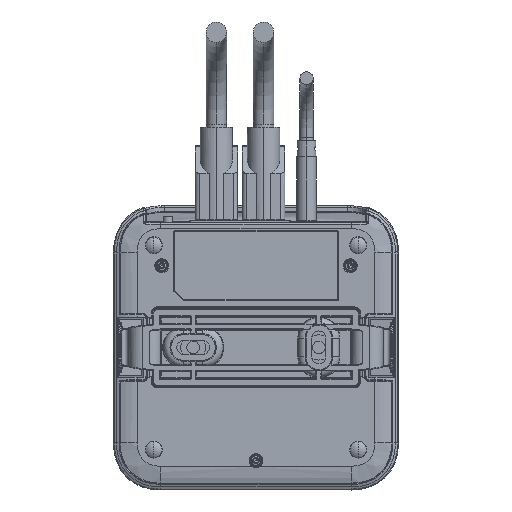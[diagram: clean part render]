
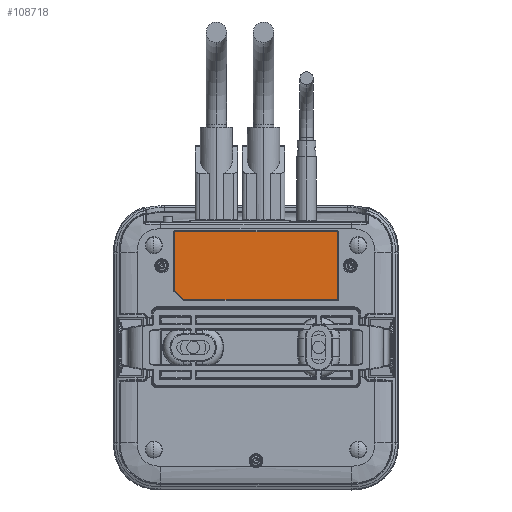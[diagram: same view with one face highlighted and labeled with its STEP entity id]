
A CAD part, front view. The second image highlights one B-rep face of the part: STEP entity #108718.
In plain terms, the highlighted planar face has unit normal (0, -1, 0).
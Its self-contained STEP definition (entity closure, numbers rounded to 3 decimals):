
#556 = VECTOR ( 'NONE', #105179, 1000. ) ;
#4572 = LINE ( 'NONE', #56265, #29146 ) ;
#5295 = VERTEX_POINT ( 'NONE', #126618 ) ;
#7111 = EDGE_CURVE ( 'NONE', #5295, #65153, #107026, .T. ) ;
#9962 = EDGE_CURVE ( 'NONE', #72184, #5295, #59676, .T. ) ;
#10070 = DIRECTION ( 'NONE',  ( -1., 0., 0. ) ) ;
#20864 = CARTESIAN_POINT ( 'NONE',  ( 25.849, -22.8, 36.849 ) ) ;
#21025 = DIRECTION ( 'NONE',  ( 0.707, 0., -0.707 ) ) ;
#21744 = CARTESIAN_POINT ( 'NONE',  ( -25.849, -22.8, 0. ) ) ;
#29146 = VECTOR ( 'NONE', #10070, 1000. ) ;
#31197 = CARTESIAN_POINT ( 'NONE',  ( 25.849, -22.8, 0. ) ) ;
#31949 = EDGE_CURVE ( 'NONE', #95630, #72184, #4572, .T. ) ;
#33119 = LINE ( 'NONE', #127837, #133273 ) ;
#33535 = VECTOR ( 'NONE', #94882, 1000. ) ;
#43223 = ORIENTED_EDGE ( 'NONE', *, *, #7111, .T. ) ;
#47002 = DIRECTION ( 'NONE',  ( 0., 0., -1. ) ) ;
#56265 = CARTESIAN_POINT ( 'NONE',  ( 0., -22.8, 36.849 ) ) ;
#59676 = LINE ( 'NONE', #21744, #556 ) ;
#63339 = CARTESIAN_POINT ( 'NONE',  ( 25.849, -22.8, 15.151 ) ) ;
#65148 = EDGE_CURVE ( 'NONE', #73442, #95630, #102422, .T. ) ;
#65153 = VERTEX_POINT ( 'NONE', #83912 ) ;
#72184 = VERTEX_POINT ( 'NONE', #80829 ) ;
#73442 = VERTEX_POINT ( 'NONE', #63339 ) ;
#75136 = DIRECTION ( 'NONE',  ( 1., 0., 0. ) ) ;
#80829 = CARTESIAN_POINT ( 'NONE',  ( -25.849, -22.8, 36.849 ) ) ;
#83866 = CARTESIAN_POINT ( 'NONE',  ( -3.893, -22.8, -3.893 ) ) ;
#83912 = CARTESIAN_POINT ( 'NONE',  ( -22.937, -22.8, 15.151 ) ) ;
#87541 = EDGE_CURVE ( 'NONE', #65153, #73442, #33119, .T. ) ;
#94882 = DIRECTION ( 'NONE',  ( 0., 0., 1. ) ) ;
#95630 = VERTEX_POINT ( 'NONE', #20864 ) ;
#99648 = CARTESIAN_POINT ( 'NONE',  ( 0., -22.8, 0. ) ) ;
#100733 = AXIS2_PLACEMENT_3D ( 'NONE', #99648, #131351, #47002 ) ;
#102422 = LINE ( 'NONE', #31197, #33535 ) ;
#105179 = DIRECTION ( 'NONE',  ( 0., 0., -1. ) ) ;
#105741 = ORIENTED_EDGE ( 'NONE', *, *, #9962, .T. ) ;
#107026 = LINE ( 'NONE', #83866, #118526 ) ;
#108718 = ADVANCED_FACE ( 'NONE', ( #112616 ), #129973, .T. ) ;
#111316 = ORIENTED_EDGE ( 'NONE', *, *, #31949, .T. ) ;
#112616 = FACE_OUTER_BOUND ( 'NONE', #126021, .T. ) ;
#113453 = ORIENTED_EDGE ( 'NONE', *, *, #65148, .T. ) ;
#118526 = VECTOR ( 'NONE', #21025, 1000. ) ;
#122124 = ORIENTED_EDGE ( 'NONE', *, *, #87541, .T. ) ;
#126021 = EDGE_LOOP ( 'NONE', ( #111316, #105741, #43223, #122124, #113453 ) ) ;
#126618 = CARTESIAN_POINT ( 'NONE',  ( -25.849, -22.8, 18.063 ) ) ;
#127837 = CARTESIAN_POINT ( 'NONE',  ( 0., -22.8, 15.151 ) ) ;
#129973 = PLANE ( 'NONE',  #100733 ) ;
#131351 = DIRECTION ( 'NONE',  ( 0., -1., 0. ) ) ;
#133273 = VECTOR ( 'NONE', #75136, 1000. ) ;
